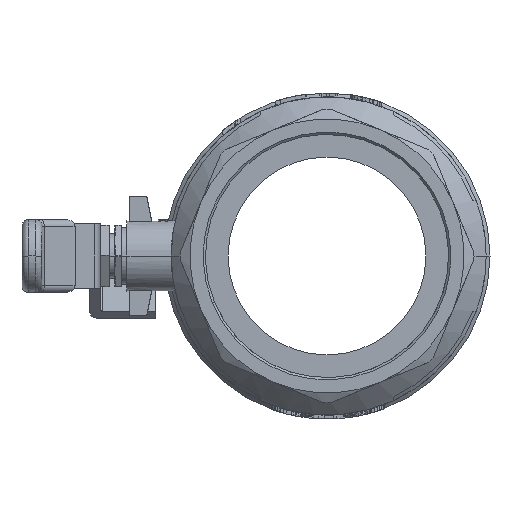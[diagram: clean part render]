
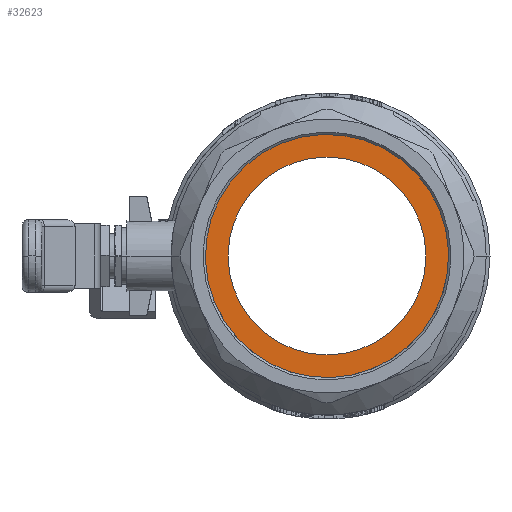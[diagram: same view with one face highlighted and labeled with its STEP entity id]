
A CAD part, left-side view. The second image highlights one B-rep face of the part: STEP entity #32623.
In plain terms, the highlighted planar face has unit normal (-1, 0, 0).
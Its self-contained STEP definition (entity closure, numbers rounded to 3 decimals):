
#1769=PLANE('',#34531);
#3062=CIRCLE('',#33993,55.036);
#3074=CIRCLE('',#34015,44.75);
#3176=CIRCLE('',#34529,55.036);
#3177=CIRCLE('',#34530,55.036);
#3178=CIRCLE('',#34532,44.75);
#4975=ORIENTED_EDGE('',*,*,#11946,.T.);
#4976=ORIENTED_EDGE('',*,*,#11947,.T.);
#4977=ORIENTED_EDGE('',*,*,#11263,.T.);
#4978=ORIENTED_EDGE('',*,*,#11948,.T.);
#4979=ORIENTED_EDGE('',*,*,#11299,.T.);
#11263=EDGE_CURVE('',#14920,#14923,#3062,.T.);
#11299=EDGE_CURVE('',#14953,#14952,#3074,.T.);
#11946=EDGE_CURVE('',#14923,#15485,#3176,.T.);
#11947=EDGE_CURVE('',#15485,#14920,#3177,.T.);
#11948=EDGE_CURVE('',#14952,#14953,#3178,.T.);
#14920=VERTEX_POINT('',#47924);
#14923=VERTEX_POINT('',#47929);
#14952=VERTEX_POINT('',#48607);
#14953=VERTEX_POINT('',#48609);
#15485=VERTEX_POINT('',#52415);
#20558=EDGE_LOOP('',(#4975,#4976,#4977));
#20559=EDGE_LOOP('',(#4978,#4979));
#22013=FACE_BOUND('',#20558,.T.);
#22014=FACE_BOUND('',#20559,.T.);
#32623=ADVANCED_FACE('',(#22013,#22014),#1769,.T.);
#33993=AXIS2_PLACEMENT_3D('',#47930,#37681,#37682);
#34015=AXIS2_PLACEMENT_3D('',#48608,#37746,#37747);
#34529=AXIS2_PLACEMENT_3D('',#52414,#38989,#38990);
#34530=AXIS2_PLACEMENT_3D('',#52416,#38991,#38992);
#34531=AXIS2_PLACEMENT_3D('',#52417,#38993,#38994);
#34532=AXIS2_PLACEMENT_3D('',#52418,#38995,#38996);
#37681=DIRECTION('',(-1.,0.,0.));
#37682=DIRECTION('',(0.,-0.924,0.383));
#37746=DIRECTION('',(1.,0.,0.));
#37747=DIRECTION('',(0.,-1.,0.));
#38989=DIRECTION('',(-1.,0.,0.));
#38990=DIRECTION('',(0.,-0.924,0.383));
#38991=DIRECTION('',(-1.,0.,0.));
#38992=DIRECTION('',(0.,-0.924,0.383));
#38993=DIRECTION('',(-1.,0.,0.));
#38994=DIRECTION('',(0.,1.,0.));
#38995=DIRECTION('',(1.,0.,0.));
#38996=DIRECTION('',(0.,-1.,0.));
#47924=CARTESIAN_POINT('',(-56.5,-141.347,21.061));
#47929=CARTESIAN_POINT('',(-56.5,-39.653,-21.061));
#47930=CARTESIAN_POINT('',(-56.5,-90.5,0.));
#48607=CARTESIAN_POINT('',(-56.5,-45.75,0.));
#48608=CARTESIAN_POINT('',(-56.5,-90.5,0.));
#48609=CARTESIAN_POINT('',(-56.5,-135.25,0.));
#52414=CARTESIAN_POINT('',(-56.5,-90.5,0.));
#52415=CARTESIAN_POINT('',(-56.5,-145.536,0.));
#52416=CARTESIAN_POINT('',(-56.5,-90.5,0.));
#52417=CARTESIAN_POINT('',(-56.5,-140.393,0.));
#52418=CARTESIAN_POINT('',(-56.5,-90.5,0.));
